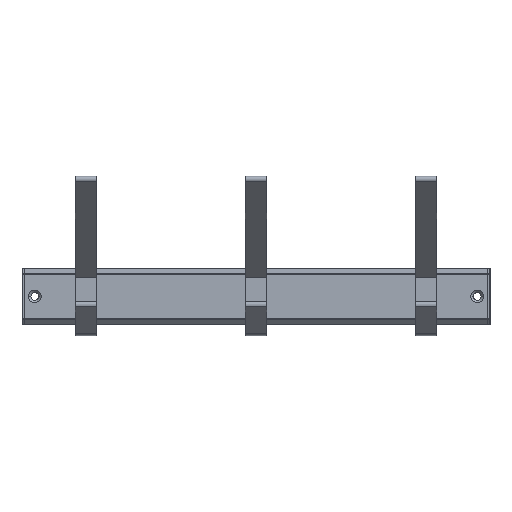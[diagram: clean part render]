
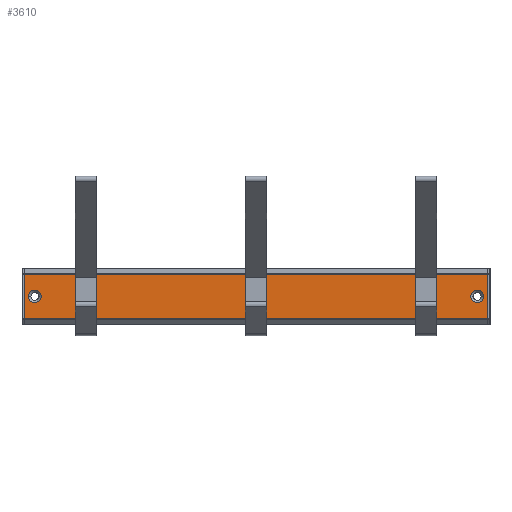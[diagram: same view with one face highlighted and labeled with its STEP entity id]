
A CAD part, top view. The second image highlights one B-rep face of the part: STEP entity #3610.
In plain terms, the highlighted planar face has unit normal (0, 0, 1).
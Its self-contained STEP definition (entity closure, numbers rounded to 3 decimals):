
#1120=CARTESIAN_POINT('',(0.,0.,9.));
#1130=DIRECTION('',(0.,0.,1.));
#1140=DIRECTION('',(1.,0.,0.));
#1150=AXIS2_PLACEMENT_3D('',#1120,#1130,#1140);
#1160=PLANE('',#1150);
#1170=CARTESIAN_POINT('',(0.,-13.1,9.));
#1180=DIRECTION('',(-1.,0.,0.));
#1190=VECTOR('',#1180,1.);
#1200=LINE('',#1170,#1190);
#1210=CARTESIAN_POINT('',(67.5,-13.1,9.));
#1220=VERTEX_POINT('',#1210);
#1230=CARTESIAN_POINT('',(52.5,-13.1,9.));
#1240=VERTEX_POINT('',#1230);
#1250=EDGE_CURVE('',#1220,#1240,#1200,.T.);
#1260=ORIENTED_EDGE('',*,*,#1250,.T.);
#1270=CARTESIAN_POINT('',(67.5,0.,9.));
#1280=DIRECTION('',(0.,-1.,0.));
#1290=VECTOR('',#1280,1.);
#1300=LINE('',#1270,#1290);
#1310=CARTESIAN_POINT('',(67.5,-8.9,9.));
#1320=VERTEX_POINT('',#1310);
#1330=EDGE_CURVE('',#1320,#1220,#1300,.T.);
#1340=ORIENTED_EDGE('',*,*,#1330,.T.);
#1350=CARTESIAN_POINT('',(0.,-8.9,9.));
#1360=DIRECTION('',(1.,0.,0.));
#1370=VECTOR('',#1360,1.);
#1380=LINE('',#1350,#1370);
#1390=CARTESIAN_POINT('',(52.5,-8.9,9.));
#1400=VERTEX_POINT('',#1390);
#1410=EDGE_CURVE('',#1400,#1320,#1380,.T.);
#1420=ORIENTED_EDGE('',*,*,#1410,.T.);
#1430=CARTESIAN_POINT('',(52.5,0.,9.));
#1440=DIRECTION('',(0.,-1.,0.));
#1450=VECTOR('',#1440,1.);
#1460=LINE('',#1430,#1450);
#1470=EDGE_CURVE('',#1400,#1240,#1460,.T.);
#1480=ORIENTED_EDGE('',*,*,#1470,.F.);
#1490=EDGE_LOOP('',(#1480,#1420,#1340,#1260));
#1500=FACE_BOUND('',#1490,.T.);
#1510=CARTESIAN_POINT('',(-67.5,0.,9.));
#1520=DIRECTION('',(0.,-1.,0.));
#1530=VECTOR('',#1520,1.);
#1540=LINE('',#1510,#1530);
#1550=CARTESIAN_POINT('',(-67.5,13.1,9.));
#1560=VERTEX_POINT('',#1550);
#1570=CARTESIAN_POINT('',(-67.5,8.9,9.));
#1580=VERTEX_POINT('',#1570);
#1590=EDGE_CURVE('',#1560,#1580,#1540,.T.);
#1600=ORIENTED_EDGE('',*,*,#1590,.F.);
#1610=CARTESIAN_POINT('',(0.,8.9,9.));
#1620=DIRECTION('',(-1.,0.,0.));
#1630=VECTOR('',#1620,1.);
#1640=LINE('',#1610,#1630);
#1650=CARTESIAN_POINT('',(-52.5,8.9,9.));
#1660=VERTEX_POINT('',#1650);
#1670=EDGE_CURVE('',#1660,#1580,#1640,.T.);
#1680=ORIENTED_EDGE('',*,*,#1670,.T.);
#1690=CARTESIAN_POINT('',(-52.5,0.,9.));
#1700=DIRECTION('',(0.,-1.,0.));
#1710=VECTOR('',#1700,1.);
#1720=LINE('',#1690,#1710);
#1730=CARTESIAN_POINT('',(-52.5,13.1,9.));
#1740=VERTEX_POINT('',#1730);
#1750=EDGE_CURVE('',#1740,#1660,#1720,.T.);
#1760=ORIENTED_EDGE('',*,*,#1750,.T.);
#1770=CARTESIAN_POINT('',(0.,13.1,9.));
#1780=DIRECTION('',(1.,0.,0.));
#1790=VECTOR('',#1780,1.);
#1800=LINE('',#1770,#1790);
#1810=EDGE_CURVE('',#1560,#1740,#1800,.T.);
#1820=ORIENTED_EDGE('',*,*,#1810,.T.);
#1830=EDGE_LOOP('',(#1820,#1760,#1680,#1600));
#1840=FACE_BOUND('',#1830,.T.);
#1850=CARTESIAN_POINT('',(0.,8.9,9.));
#1860=DIRECTION('',(-1.,0.,0.));
#1870=VECTOR('',#1860,1.);
#1880=LINE('',#1850,#1870);
#1890=CARTESIAN_POINT('',(67.5,8.9,9.));
#1900=VERTEX_POINT('',#1890);
#1910=CARTESIAN_POINT('',(52.5,8.9,9.));
#1920=VERTEX_POINT('',#1910);
#1930=EDGE_CURVE('',#1900,#1920,#1880,.T.);
#1940=ORIENTED_EDGE('',*,*,#1930,.T.);
#1950=CARTESIAN_POINT('',(67.5,13.1,9.));
#1960=VERTEX_POINT('',#1950);
#1970=EDGE_CURVE('',#1960,#1900,#1300,.T.);
#1980=ORIENTED_EDGE('',*,*,#1970,.T.);
#1990=CARTESIAN_POINT('',(0.,13.1,9.));
#2000=DIRECTION('',(1.,0.,0.));
#2010=VECTOR('',#2000,1.);
#2020=LINE('',#1990,#2010);
#2030=CARTESIAN_POINT('',(52.5,13.1,9.));
#2040=VERTEX_POINT('',#2030);
#2050=EDGE_CURVE('',#2040,#1960,#2020,.T.);
#2060=ORIENTED_EDGE('',*,*,#2050,.T.);
#2070=EDGE_CURVE('',#2040,#1920,#1460,.T.);
#2080=ORIENTED_EDGE('',*,*,#2070,.F.);
#2090=EDGE_LOOP('',(#2080,#2060,#1980,#1940));
#2100=FACE_BOUND('',#2090,.T.);
#2110=CARTESIAN_POINT('',(-172.5,0.,9.));
#2120=DIRECTION('',(0.,-1.,0.));
#2130=VECTOR('',#2120,1.);
#2140=LINE('',#2110,#2130);
#2150=CARTESIAN_POINT('',(-172.5,13.1,9.));
#2160=VERTEX_POINT('',#2150);
#2170=CARTESIAN_POINT('',(-172.5,8.9,9.));
#2180=VERTEX_POINT('',#2170);
#2190=EDGE_CURVE('',#2160,#2180,#2140,.T.);
#2200=ORIENTED_EDGE('',*,*,#2190,.T.);
#2210=CARTESIAN_POINT('',(0.,13.1,9.));
#2220=DIRECTION('',(1.,0.,0.));
#2230=VECTOR('',#2220,1.);
#2240=LINE('',#2210,#2230);
#2250=CARTESIAN_POINT('',(-187.5,13.1,9.));
#2260=VERTEX_POINT('',#2250);
#2270=EDGE_CURVE('',#2260,#2160,#2240,.T.);
#2280=ORIENTED_EDGE('',*,*,#2270,.T.);
#2290=CARTESIAN_POINT('',(-187.5,0.,9.));
#2300=DIRECTION('',(0.,-1.,0.));
#2310=VECTOR('',#2300,1.);
#2320=LINE('',#2290,#2310);
#2330=CARTESIAN_POINT('',(-187.5,8.9,9.));
#2340=VERTEX_POINT('',#2330);
#2350=EDGE_CURVE('',#2260,#2340,#2320,.T.);
#2360=ORIENTED_EDGE('',*,*,#2350,.F.);
#2370=CARTESIAN_POINT('',(0.,8.9,9.));
#2380=DIRECTION('',(-1.,0.,0.));
#2390=VECTOR('',#2380,1.);
#2400=LINE('',#2370,#2390);
#2410=EDGE_CURVE('',#2180,#2340,#2400,.T.);
#2420=ORIENTED_EDGE('',*,*,#2410,.T.);
#2430=EDGE_LOOP('',(#2420,#2360,#2280,#2200));
#2440=FACE_BOUND('',#2430,.T.);
#2450=CARTESIAN_POINT('',(0.,-13.1,9.));
#2460=DIRECTION('',(-1.,0.,0.));
#2470=VECTOR('',#2460,1.);
#2480=LINE('',#2450,#2470);
#2490=CARTESIAN_POINT('',(-52.5,-13.1,9.));
#2500=VERTEX_POINT('',#2490);
#2510=CARTESIAN_POINT('',(-67.5,-13.1,9.));
#2520=VERTEX_POINT('',#2510);
#2530=EDGE_CURVE('',#2500,#2520,#2480,.T.);
#2540=ORIENTED_EDGE('',*,*,#2530,.T.);
#2550=CARTESIAN_POINT('',(-52.5,-8.9,9.));
#2560=VERTEX_POINT('',#2550);
#2570=EDGE_CURVE('',#2560,#2500,#1720,.T.);
#2580=ORIENTED_EDGE('',*,*,#2570,.T.);
#2590=CARTESIAN_POINT('',(0.,-8.9,9.));
#2600=DIRECTION('',(1.,0.,0.));
#2610=VECTOR('',#2600,1.);
#2620=LINE('',#2590,#2610);
#2630=CARTESIAN_POINT('',(-67.5,-8.9,9.));
#2640=VERTEX_POINT('',#2630);
#2650=EDGE_CURVE('',#2640,#2560,#2620,.T.);
#2660=ORIENTED_EDGE('',*,*,#2650,.T.);
#2670=EDGE_CURVE('',#2640,#2520,#1540,.T.);
#2680=ORIENTED_EDGE('',*,*,#2670,.F.);
#2690=EDGE_LOOP('',(#2680,#2660,#2580,#2540));
#2700=FACE_BOUND('',#2690,.T.);
#2710=CARTESIAN_POINT('',(-187.5,-8.9,9.));
#2720=VERTEX_POINT('',#2710);
#2730=CARTESIAN_POINT('',(-187.5,-13.1,9.));
#2740=VERTEX_POINT('',#2730);
#2750=EDGE_CURVE('',#2720,#2740,#2320,.T.);
#2760=ORIENTED_EDGE('',*,*,#2750,.F.);
#2770=CARTESIAN_POINT('',(0.,-13.1,9.));
#2780=DIRECTION('',(-1.,0.,0.));
#2790=VECTOR('',#2780,1.);
#2800=LINE('',#2770,#2790);
#2810=CARTESIAN_POINT('',(-172.5,-13.1,9.));
#2820=VERTEX_POINT('',#2810);
#2830=EDGE_CURVE('',#2820,#2740,#2800,.T.);
#2840=ORIENTED_EDGE('',*,*,#2830,.T.);
#2850=CARTESIAN_POINT('',(-172.5,-8.9,9.));
#2860=VERTEX_POINT('',#2850);
#2870=EDGE_CURVE('',#2860,#2820,#2140,.T.);
#2880=ORIENTED_EDGE('',*,*,#2870,.T.);
#2890=CARTESIAN_POINT('',(0.,-8.9,9.));
#2900=DIRECTION('',(1.,0.,0.));
#2910=VECTOR('',#2900,1.);
#2920=LINE('',#2890,#2910);
#2930=EDGE_CURVE('',#2720,#2860,#2920,.T.);
#2940=ORIENTED_EDGE('',*,*,#2930,.T.);
#2950=EDGE_LOOP('',(#2940,#2880,#2840,#2760));
#2960=FACE_BOUND('',#2950,.T.);
#2970=CARTESIAN_POINT('',(-216.,0.,9.));
#2980=DIRECTION('',(0.,0.,1.));
#2990=DIRECTION('',(1.,0.,0.));
#3000=AXIS2_PLACEMENT_3D('',#2970,#2980,#2990);
#3010=CIRCLE('',#3000,4.5);
#3020=CARTESIAN_POINT('',(-211.5,0.,9.));
#3030=VERTEX_POINT('',#3020);
#3040=CARTESIAN_POINT('',(-220.5,0.,9.));
#3050=VERTEX_POINT('',#3040);
#3060=EDGE_CURVE('',#3030,#3050,#3010,.T.);
#3070=ORIENTED_EDGE('',*,*,#3060,.F.);
#3080=EDGE_CURVE('',#3050,#3030,#3010,.T.);
#3090=ORIENTED_EDGE('',*,*,#3080,.F.);
#3100=EDGE_LOOP('',(#3090,#3070));
#3110=FACE_BOUND('',#3100,.T.);
#3120=CARTESIAN_POINT('',(96.,0.,9.));
#3130=DIRECTION('',(0.,0.,-1.));
#3140=DIRECTION('',(-1.,0.,0.));
#3150=AXIS2_PLACEMENT_3D('',#3120,#3130,#3140);
#3160=CIRCLE('',#3150,4.5);
#3170=CARTESIAN_POINT('',(91.5,0.,9.));
#3180=VERTEX_POINT('',#3170);
#3190=CARTESIAN_POINT('',(100.5,0.,9.));
#3200=VERTEX_POINT('',#3190);
#3210=EDGE_CURVE('',#3180,#3200,#3160,.T.);
#3220=ORIENTED_EDGE('',*,*,#3210,.T.);
#3230=EDGE_CURVE('',#3200,#3180,#3160,.T.);
#3240=ORIENTED_EDGE('',*,*,#3230,.T.);
#3250=EDGE_LOOP('',(#3240,#3220));
#3260=FACE_BOUND('',#3250,.T.);
#3270=CARTESIAN_POINT('',(103.,0.,9.));
#3280=DIRECTION('',(0.,1.,0.));
#3290=VECTOR('',#3280,1.);
#3300=LINE('',#3270,#3290);
#3310=CARTESIAN_POINT('',(103.,-15.706,9.));
#3320=VERTEX_POINT('',#3310);
#3330=CARTESIAN_POINT('',(103.,15.706,9.));
#3340=VERTEX_POINT('',#3330);
#3350=EDGE_CURVE('',#3320,#3340,#3300,.T.);
#3360=ORIENTED_EDGE('',*,*,#3350,.T.);
#3370=CARTESIAN_POINT('',(0.,-15.706,9.));
#3380=DIRECTION('',(1.,0.,0.));
#3390=VECTOR('',#3380,1.);
#3400=LINE('',#3370,#3390);
#3410=CARTESIAN_POINT('',(-223.,-15.706,9.));
#3420=VERTEX_POINT('',#3410);
#3430=EDGE_CURVE('',#3420,#3320,#3400,.T.);
#3440=ORIENTED_EDGE('',*,*,#3430,.T.);
#3450=CARTESIAN_POINT('',(-223.,0.,9.));
#3460=DIRECTION('',(0.,1.,0.));
#3470=VECTOR('',#3460,1.);
#3480=LINE('',#3450,#3470);
#3490=CARTESIAN_POINT('',(-223.,15.706,9.));
#3500=VERTEX_POINT('',#3490);
#3510=EDGE_CURVE('',#3420,#3500,#3480,.T.);
#3520=ORIENTED_EDGE('',*,*,#3510,.F.);
#3530=CARTESIAN_POINT('',(0.,15.706,9.));
#3540=DIRECTION('',(1.,0.,0.));
#3550=VECTOR('',#3540,1.);
#3560=LINE('',#3530,#3550);
#3570=EDGE_CURVE('',#3500,#3340,#3560,.T.);
#3580=ORIENTED_EDGE('',*,*,#3570,.F.);
#3590=EDGE_LOOP('',(#3580,#3520,#3440,#3360));
#3600=FACE_OUTER_BOUND('',#3590,.T.);
#3610=ADVANCED_FACE('',(#1500,#1840,#2100,#2440,#2700,#2960,#3110,#3260,
#3600),#1160,.T.);
